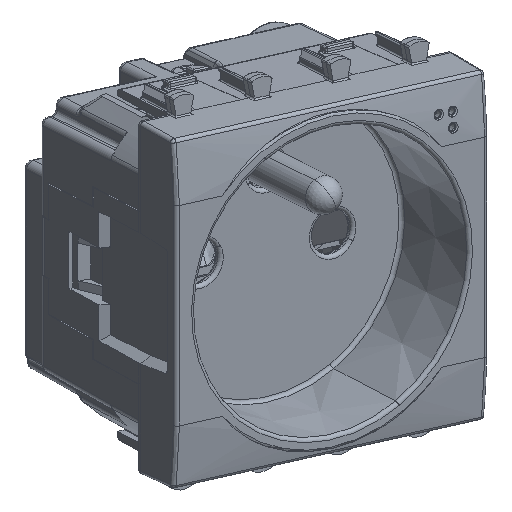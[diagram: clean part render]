
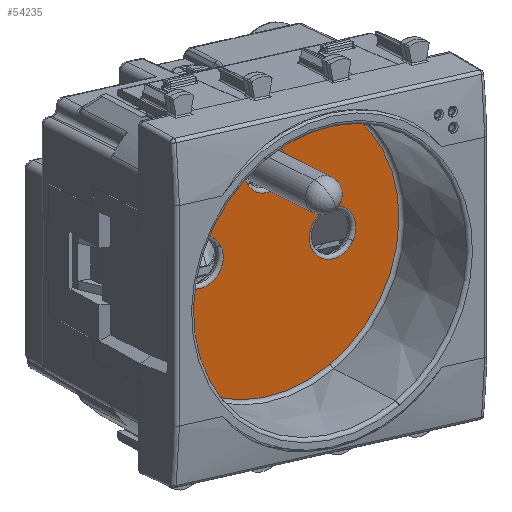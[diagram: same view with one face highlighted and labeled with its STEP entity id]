
A CAD part, top view. The second image highlights one B-rep face of the part: STEP entity #54235.
In plain terms, the highlighted face is planar.
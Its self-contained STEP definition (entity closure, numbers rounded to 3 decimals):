
#53940=CARTESIAN_POINT('Vertex',(16.678,9.111,-6.325)) ;
#53943=CARTESIAN_POINT('Axis2P3D Location',(0.,0.,-6.325)) ;
#53947=CARTESIAN_POINT('Vertex',(-16.678,-9.111,-6.325)) ;
#54160=CARTESIAN_POINT('Axis2P3D Location',(0.,0.,-6.325)) ;
#54172=CARTESIAN_POINT('Axis2P3D Location',(0.,0.,-6.325)) ;
#54181=CARTESIAN_POINT('Axis2P3D Location',(0.,9.5,-6.325)) ;
#54185=CARTESIAN_POINT('Vertex',(1.597,12.423,-6.325)) ;
#54187=CARTESIAN_POINT('Vertex',(-1.597,6.577,-6.325)) ;
#54190=CARTESIAN_POINT('Axis2P3D Location',(0.,9.5,-6.325)) ;
#54199=CARTESIAN_POINT('Axis2P3D Location',(-10.,0.,-6.325)) ;
#54203=CARTESIAN_POINT('Vertex',(-11.445,2.645,-6.325)) ;
#54205=CARTESIAN_POINT('Vertex',(-8.555,-2.645,-6.325)) ;
#54208=CARTESIAN_POINT('Axis2P3D Location',(-10.,0.,-6.325)) ;
#54217=CARTESIAN_POINT('Axis2P3D Location',(0.,-9.5,-6.325)) ;
#54221=CARTESIAN_POINT('Vertex',(1.597,-12.423,-6.325)) ;
#54223=CARTESIAN_POINT('Vertex',(-1.597,-6.577,-6.325)) ;
#54226=CARTESIAN_POINT('Axis2P3D Location',(0.,-9.5,-6.325)) ;
#53944=DIRECTION('Axis2P3D Direction',(0.,-0.,1.)) ;
#54161=DIRECTION('Axis2P3D Direction',(0.,-0.,1.)) ;
#54173=DIRECTION('Axis2P3D Direction',(0.,-0.,1.)) ;
#54174=DIRECTION('Axis2P3D XDirection',(1.,0.,0.)) ;
#54182=DIRECTION('Axis2P3D Direction',(0.,-0.,1.)) ;
#54191=DIRECTION('Axis2P3D Direction',(0.,-0.,1.)) ;
#54200=DIRECTION('Axis2P3D Direction',(0.,-0.,1.)) ;
#54209=DIRECTION('Axis2P3D Direction',(0.,-0.,1.)) ;
#54218=DIRECTION('Axis2P3D Direction',(0.,-0.,1.)) ;
#54227=DIRECTION('Axis2P3D Direction',(0.,-0.,1.)) ;
#53945=AXIS2_PLACEMENT_3D('Circle Axis2P3D',#53943,#53944,$) ;
#54162=AXIS2_PLACEMENT_3D('Circle Axis2P3D',#54160,#54161,$) ;
#54175=AXIS2_PLACEMENT_3D('Plane Axis2P3D',#54172,#54173,#54174) ;
#54183=AXIS2_PLACEMENT_3D('Circle Axis2P3D',#54181,#54182,$) ;
#54192=AXIS2_PLACEMENT_3D('Circle Axis2P3D',#54190,#54191,$) ;
#54201=AXIS2_PLACEMENT_3D('Circle Axis2P3D',#54199,#54200,$) ;
#54210=AXIS2_PLACEMENT_3D('Circle Axis2P3D',#54208,#54209,$) ;
#54219=AXIS2_PLACEMENT_3D('Circle Axis2P3D',#54217,#54218,$) ;
#54228=AXIS2_PLACEMENT_3D('Circle Axis2P3D',#54226,#54227,$) ;
#54178=ORIENTED_EDGE('',*,*,#54164,.T.) ;
#54179=ORIENTED_EDGE('',*,*,#53949,.T.) ;
#54196=ORIENTED_EDGE('',*,*,#54189,.T.) ;
#54197=ORIENTED_EDGE('',*,*,#54194,.T.) ;
#54214=ORIENTED_EDGE('',*,*,#54207,.F.) ;
#54215=ORIENTED_EDGE('',*,*,#54212,.F.) ;
#54232=ORIENTED_EDGE('',*,*,#54225,.F.) ;
#54233=ORIENTED_EDGE('',*,*,#54230,.F.) ;
#54198=FACE_BOUND('',#54195,.T.) ;
#54216=FACE_BOUND('',#54213,.T.) ;
#54234=FACE_BOUND('',#54231,.T.) ;
#54235=ADVANCED_FACE('PartBody',(#54180,#54198,#54216,#54234),#54176,.T.) ;
#53946=CIRCLE('generated circle',#53945,19.004) ;
#54163=CIRCLE('generated circle',#54162,19.004) ;
#54184=CIRCLE('generated circle',#54183,3.33) ;
#54193=CIRCLE('generated circle',#54192,3.33) ;
#54202=CIRCLE('generated circle',#54201,3.014) ;
#54211=CIRCLE('generated circle',#54210,3.014) ;
#54220=CIRCLE('generated circle',#54219,3.33) ;
#54229=CIRCLE('generated circle',#54228,3.33) ;
#53949=EDGE_CURVE('',#53948,#53941,#53946,.T.) ;
#54164=EDGE_CURVE('',#53941,#53948,#54163,.T.) ;
#54189=EDGE_CURVE('',#54186,#54188,#54184,.F.) ;
#54194=EDGE_CURVE('',#54188,#54186,#54193,.F.) ;
#54207=EDGE_CURVE('',#54204,#54206,#54202,.T.) ;
#54212=EDGE_CURVE('',#54206,#54204,#54211,.T.) ;
#54225=EDGE_CURVE('',#54222,#54224,#54220,.T.) ;
#54230=EDGE_CURVE('',#54224,#54222,#54229,.T.) ;
#54177=EDGE_LOOP('',(#54178,#54179)) ;
#54195=EDGE_LOOP('',(#54196,#54197)) ;
#54213=EDGE_LOOP('',(#54214,#54215)) ;
#54231=EDGE_LOOP('',(#54232,#54233)) ;
#54180=FACE_OUTER_BOUND('',#54177,.T.) ;
#54176=PLANE('',#54175) ;
#53941=VERTEX_POINT('',#53940) ;
#53948=VERTEX_POINT('',#53947) ;
#54186=VERTEX_POINT('',#54185) ;
#54188=VERTEX_POINT('',#54187) ;
#54204=VERTEX_POINT('',#54203) ;
#54206=VERTEX_POINT('',#54205) ;
#54222=VERTEX_POINT('',#54221) ;
#54224=VERTEX_POINT('',#54223) ;
